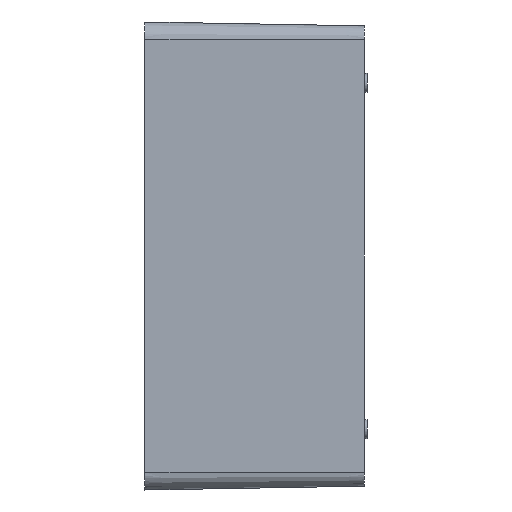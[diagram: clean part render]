
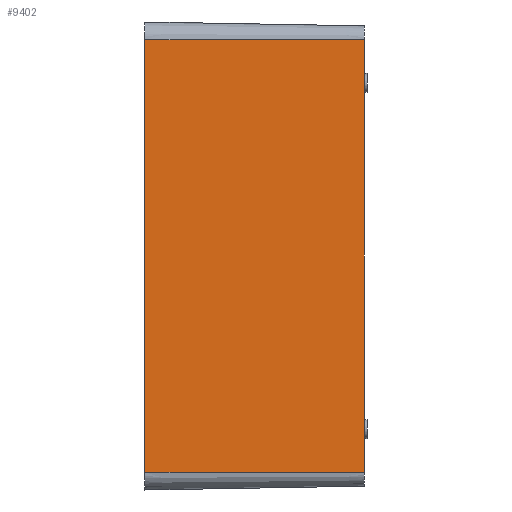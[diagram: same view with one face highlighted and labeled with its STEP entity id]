
A CAD part, left-side view. The second image highlights one B-rep face of the part: STEP entity #9402.
In plain terms, the highlighted planar face has unit normal (-1, -0.018, 0).
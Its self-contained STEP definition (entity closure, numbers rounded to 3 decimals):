
#6953 = CARTESIAN_POINT ( 'NONE',  ( -178.791, -75., -74.1 ) ) ;
#6954 = DIRECTION ( 'NONE',  ( 0., 0., 1. ) ) ;
#6955 = VECTOR ( 'NONE', #6954, 1000. ) ;
#6956 = CARTESIAN_POINT ( 'NONE',  ( -178.791, -75., -74.1 ) ) ;
#6957 = LINE ( 'NONE', #6956, #6955 ) ;
#6958 = CARTESIAN_POINT ( 'NONE',  ( -178.791, -75., 74.1 ) ) ;
#7112 = DIRECTION ( 'NONE',  ( -0.017, 1., 0. ) ) ;
#7113 = VECTOR ( 'NONE', #7112, 1000. ) ;
#7114 = CARTESIAN_POINT ( 'NONE',  ( -180.1, 0., -74.1 ) ) ;
#7115 = LINE ( 'NONE', #7114, #7113 ) ;
#7116 = CARTESIAN_POINT ( 'NONE',  ( -180.1, 0., -74.1 ) ) ;
#7121 = DIRECTION ( 'NONE',  ( 0., 0., 1. ) ) ;
#7122 = VECTOR ( 'NONE', #7121, 1000. ) ;
#7123 = CARTESIAN_POINT ( 'NONE',  ( -180.1, 0., 74.1 ) ) ;
#7124 = LINE ( 'NONE', #7123, #7122 ) ;
#7131 = CARTESIAN_POINT ( 'NONE',  ( -180.1, 0., 74.1 ) ) ;
#7196 = DIRECTION ( 'NONE',  ( 0.017, -1., 0. ) ) ;
#7197 = DIRECTION ( 'NONE',  ( -1., -0.017, 0. ) ) ;
#7198 = CARTESIAN_POINT ( 'NONE',  ( -180.1, 0., 74.1 ) ) ;
#7199 = AXIS2_PLACEMENT_3D ( 'NONE', #7198, #7197, #7196 ) ;
#7200 = PLANE ( 'NONE',  #7199 ) ;
#7201 = FACE_OUTER_BOUND ( 'NONE', #9404, .T. ) ;
#7213 = DIRECTION ( 'NONE',  ( -0.017, 1., 0. ) ) ;
#7214 = VECTOR ( 'NONE', #7213, 1000. ) ;
#7215 = CARTESIAN_POINT ( 'NONE',  ( -180.1, 0., 74.1 ) ) ;
#7216 = LINE ( 'NONE', #7215, #7214 ) ;
#9225 = VERTEX_POINT ( 'NONE', #6958 ) ;
#9228 = EDGE_CURVE ( 'NONE', #9230, #9225, #6957, .T. ) ;
#9230 = VERTEX_POINT ( 'NONE', #6953 ) ;
#9328 = EDGE_CURVE ( 'NONE', #9330, #9361, #7124, .T. ) ;
#9330 = VERTEX_POINT ( 'NONE', #7116 ) ;
#9332 = ORIENTED_EDGE ( 'NONE', *, *, #9333, .F. ) ;
#9333 = EDGE_CURVE ( 'NONE', #9230, #9330, #7115, .T. ) ;
#9336 = ORIENTED_EDGE ( 'NONE', *, *, #9228, .T. ) ;
#9339 = ORIENTED_EDGE ( 'NONE', *, *, #9396, .T. ) ;
#9361 = VERTEX_POINT ( 'NONE', #7131 ) ;
#9396 = EDGE_CURVE ( 'NONE', #9225, #9361, #7216, .T. ) ;
#9402 = ADVANCED_FACE ( 'NONE', ( #7201 ), #7200, .T. ) ;
#9404 = EDGE_LOOP ( 'NONE', ( #9406, #9332, #9336, #9339 ) ) ;
#9406 = ORIENTED_EDGE ( 'NONE', *, *, #9328, .F. ) ;
